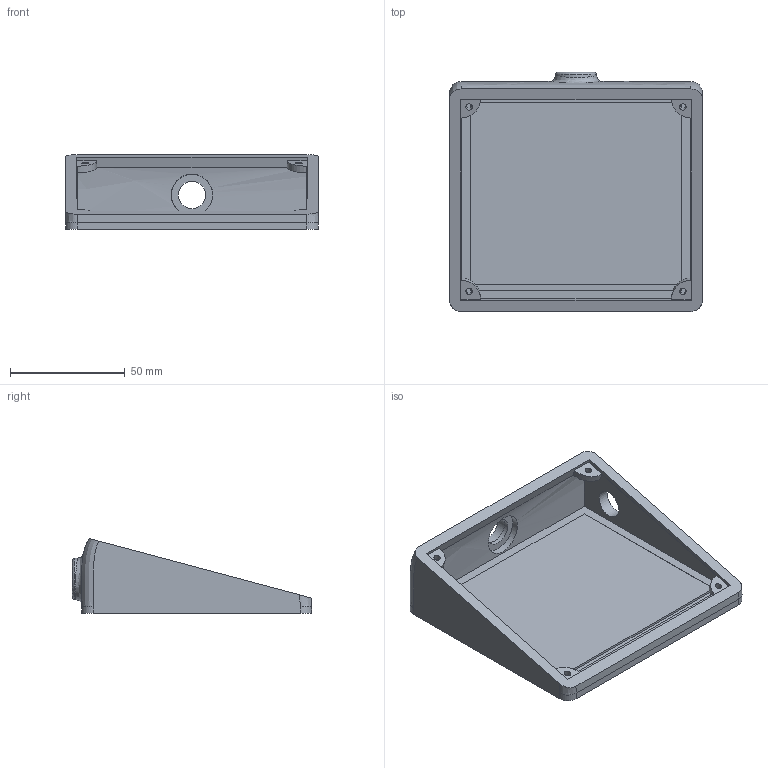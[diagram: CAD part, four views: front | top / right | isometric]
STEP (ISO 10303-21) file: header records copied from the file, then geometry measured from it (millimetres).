
FILE_DESCRIPTION(/* description */ (''),/* implementation_level */ '2;1');
FILE_NAME(/* name */ 'CNCPedant.step',/* time_stamp */ '2020-09-29T20:07:16+02:00',/* author */ (''),/* organization */ (''),/* preprocessor_version */ 'ST-DEVELOPER v18.1',/* originating_system */ 'Autodesk Translation Framework v9.3.0.1241',/* authorisation */ '');
FILE_SCHEMA (('AUTOMOTIVE_DESIGN { 1 0 10303 214 3 1 1 }'));
Length unit declared in the file: millimetre
Products named in the file (2): FusionComponent; Component2
Assembly tree (1 placements, depth 2):
  FusionComponent
    Component2
Bounding box: 110 x 104 x 32.59 mm (x, y, z)
Volume: 83898.8 mm3; surface area: 41440.7 mm2
Topology: 2 solids, 2 shells, 80 faces, 219 edges, 145 vertices
Faces by surface type: plane 52, cylinder 19, bspline 8, torus 1
Full cylindrical faces by diameter (mm): 2.8 x4, 12 x3, 18 x2
Entity records: 3323 total; most frequent: CARTESIAN_POINT 1242, ORIENTED_EDGE 438, DIRECTION 391, EDGE_CURVE 219, VERTEX_POINT 145, LINE 141, VECTOR 141, AXIS2_PLACEMENT_3D 125
